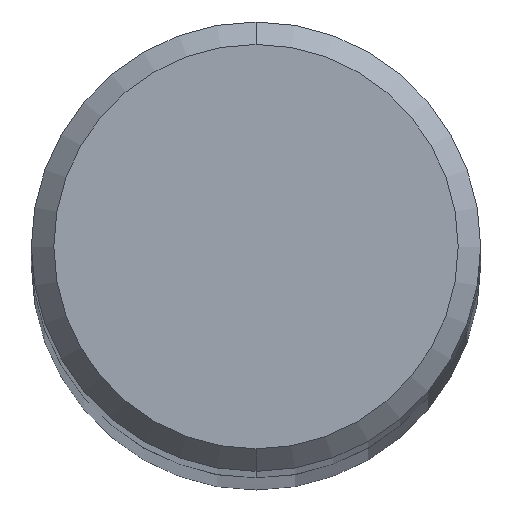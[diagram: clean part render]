
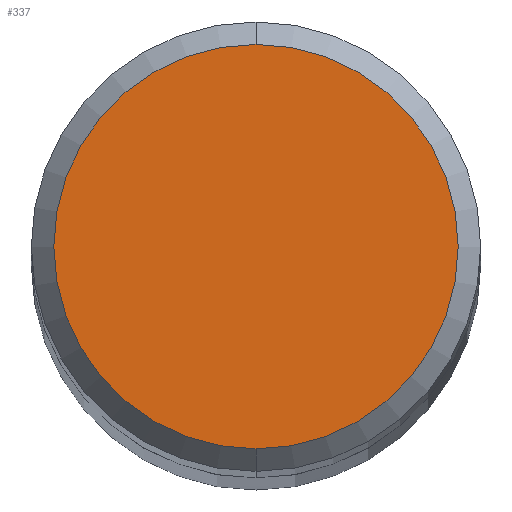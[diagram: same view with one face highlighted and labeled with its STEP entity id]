
A CAD part, top view. The second image highlights one B-rep face of the part: STEP entity #337.
In plain terms, the highlighted planar face has unit normal (0, 0, 1).
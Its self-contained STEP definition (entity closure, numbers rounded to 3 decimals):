
#231=VERTEX_POINT('',#515);
#299=EDGE_CURVE('',#231,#383,#590,.T.);
#337=ADVANCED_FACE('',(#631),#632,.T.);
#383=VERTEX_POINT('',#681);
#389=EDGE_CURVE('',#383,#231,#687,.T.);
#515=CARTESIAN_POINT('',(0.0,4.5,0.0));
#590=CIRCLE('',#1048,4.5);
#631=FACE_OUTER_BOUND('',#1199,.T.);
#632=PLANE('',#1200);
#681=CARTESIAN_POINT('',(0.,-4.5,0.0));
#687=CIRCLE('',#1284,4.5);
#1048=AXIS2_PLACEMENT_3D('',#1543,#1544,#1545);
#1199=EDGE_LOOP('',(#1588,#1589));
#1200=AXIS2_PLACEMENT_3D('',#1590,#1591,#1592);
#1284=AXIS2_PLACEMENT_3D('',#1630,#1631,#1632);
#1543=CARTESIAN_POINT('',(0.0,0.0,0.0));
#1544=DIRECTION('',(0.0,0.0,-1.0));
#1545=DIRECTION('',(0.0,1.0,0.0));
#1588=ORIENTED_EDGE('',*,*,#299,.F.);
#1589=ORIENTED_EDGE('',*,*,#389,.F.);
#1590=CARTESIAN_POINT('',(0.0,2.25,0.0));
#1591=DIRECTION('',(-0.0,0.0,1.0));
#1592=DIRECTION('',(0.0,-1.0,0.0));
#1630=CARTESIAN_POINT('',(0.0,0.0,0.0));
#1631=DIRECTION('',(0.0,0.0,-1.0));
#1632=DIRECTION('',(0.0,1.0,0.0));
